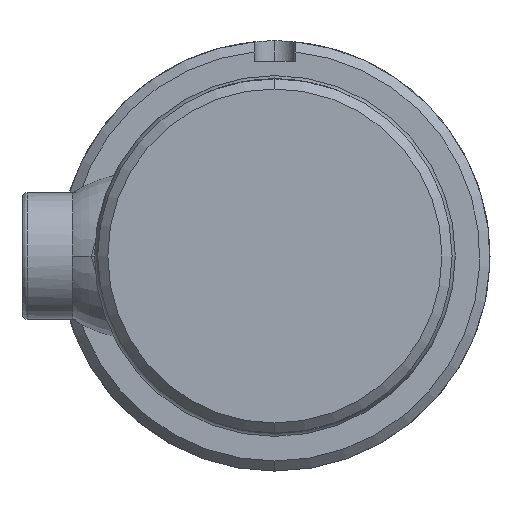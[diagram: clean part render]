
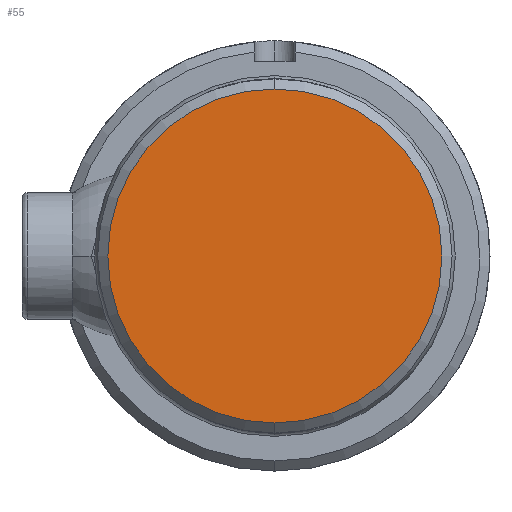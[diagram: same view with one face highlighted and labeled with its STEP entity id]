
A CAD part, left-side view. The second image highlights one B-rep face of the part: STEP entity #55.
In plain terms, the highlighted planar face has unit normal (-1, 0, 0).
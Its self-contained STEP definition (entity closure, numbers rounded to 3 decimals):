
#8 = ORIENTED_EDGE ( 'NONE', *, *, #1343, .T. ) ;
#55 = ADVANCED_FACE ( 'NONE', ( #2219 ), #2602, .F. ) ;
#162 = CARTESIAN_POINT ( 'NONE',  ( 0., 0., 0. ) ) ;
#195 = DIRECTION ( 'NONE',  ( -1., 0., 0. ) ) ;
#311 = AXIS2_PLACEMENT_3D ( 'NONE', #1413, #195, #1620 ) ;
#390 = CIRCLE ( 'NONE', #1384, 33. ) ;
#773 = VERTEX_POINT ( 'NONE', #1997 ) ;
#962 = CARTESIAN_POINT ( 'NONE',  ( 0., 0., 0. ) ) ;
#986 = DIRECTION ( 'NONE',  ( 0., 0., -1. ) ) ;
#1014 = VERTEX_POINT ( 'NONE', #2091 ) ;
#1081 = EDGE_LOOP ( 'NONE', ( #2127, #8 ) ) ;
#1170 = DIRECTION ( 'NONE',  ( 0., 0., -1. ) ) ;
#1343 = EDGE_CURVE ( 'NONE', #1014, #773, #2534, .T. ) ;
#1384 = AXIS2_PLACEMENT_3D ( 'NONE', #962, #2391, #1170 ) ;
#1413 = CARTESIAN_POINT ( 'NONE',  ( 0., 0., 0. ) ) ;
#1620 = DIRECTION ( 'NONE',  ( 0., 0., -1. ) ) ;
#1997 = CARTESIAN_POINT ( 'NONE',  ( 0., 0., -33. ) ) ;
#2091 = CARTESIAN_POINT ( 'NONE',  ( 0., 0., 33. ) ) ;
#2127 = ORIENTED_EDGE ( 'NONE', *, *, #2462, .T. ) ;
#2165 = AXIS2_PLACEMENT_3D ( 'NONE', #162, #2201, #986 ) ;
#2201 = DIRECTION ( 'NONE',  ( 1., 0., 0. ) ) ;
#2219 = FACE_OUTER_BOUND ( 'NONE', #1081, .T. ) ;
#2391 = DIRECTION ( 'NONE',  ( -1., 0., 0. ) ) ;
#2462 = EDGE_CURVE ( 'NONE', #773, #1014, #390, .T. ) ;
#2534 = CIRCLE ( 'NONE', #311, 33. ) ;
#2602 = PLANE ( 'NONE',  #2165 ) ;
